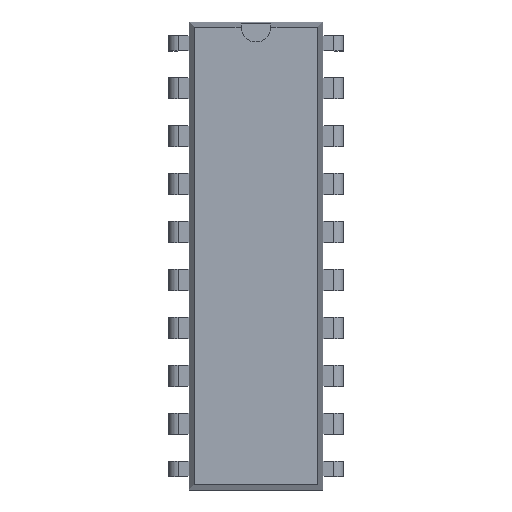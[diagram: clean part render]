
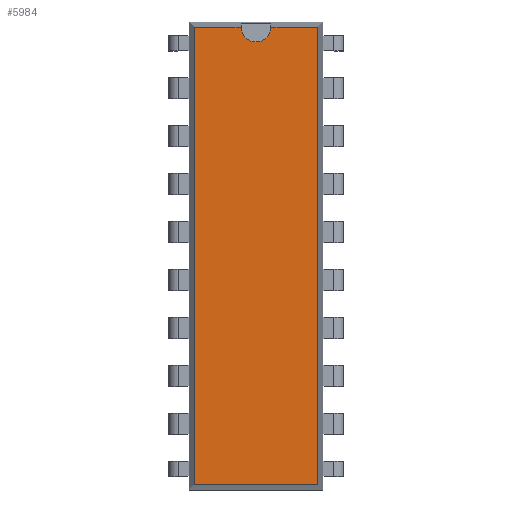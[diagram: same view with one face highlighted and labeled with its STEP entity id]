
A CAD part, top view. The second image highlights one B-rep face of the part: STEP entity #5984.
In plain terms, the highlighted planar face has unit normal (0, 0, 1).
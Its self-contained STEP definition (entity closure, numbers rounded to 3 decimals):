
#120=CIRCLE('',#6409,0.789);
#443=FACE_OUTER_BOUND('',#769,.T.);
#769=EDGE_LOOP('',(#5131,#5132,#5133,#5134,#5135,#5136));
#1452=LINE('',#9471,#2212);
#1455=LINE('',#9476,#2215);
#1457=LINE('',#9480,#2217);
#1460=LINE('',#9487,#2220);
#1461=LINE('',#9489,#2221);
#2212=VECTOR('',#7761,1000.);
#2215=VECTOR('',#7766,1000.);
#2217=VECTOR('',#7770,1000.);
#2220=VECTOR('',#7775,1000.);
#2221=VECTOR('',#7776,1000.);
#2807=VERTEX_POINT('',#9468);
#2808=VERTEX_POINT('',#9470);
#2809=VERTEX_POINT('',#9474);
#2810=VERTEX_POINT('',#9478);
#2813=VERTEX_POINT('',#9485);
#2814=VERTEX_POINT('',#9488);
#3594=EDGE_CURVE('',#2808,#2807,#1452,.T.);
#3597=EDGE_CURVE('',#2807,#2809,#1455,.T.);
#3599=EDGE_CURVE('',#2809,#2810,#1457,.T.);
#3602=EDGE_CURVE('',#2810,#2813,#1460,.T.);
#3603=EDGE_CURVE('',#2814,#2808,#1461,.T.);
#3605=EDGE_CURVE('',#2814,#2813,#120,.T.);
#5131=ORIENTED_EDGE('',*,*,#3605,.F.);
#5132=ORIENTED_EDGE('',*,*,#3603,.T.);
#5133=ORIENTED_EDGE('',*,*,#3594,.T.);
#5134=ORIENTED_EDGE('',*,*,#3597,.T.);
#5135=ORIENTED_EDGE('',*,*,#3599,.T.);
#5136=ORIENTED_EDGE('',*,*,#3602,.T.);
#5667=PLANE('',#6408);
#5984=ADVANCED_FACE('',(#443),#5667,.T.);
#6408=AXIS2_PLACEMENT_3D('',#9491,#7778,#7779);
#6409=AXIS2_PLACEMENT_3D('',#9492,#7780,#7781);
#7761=DIRECTION('',(0.,-1.,0.));
#7766=DIRECTION('',(1.,0.,0.));
#7770=DIRECTION('',(0.,1.,0.));
#7775=DIRECTION('',(-1.,0.,0.));
#7776=DIRECTION('',(-1.,0.,0.));
#7778=DIRECTION('center_axis',(0.,0.,
1.));
#7779=DIRECTION('ref_axis',(-1.,0.,0.));
#7780=DIRECTION('center_axis',(0.,0.,
1.));
#7781=DIRECTION('ref_axis',(-1.,0.,0.));
#9468=CARTESIAN_POINT('',(-3.275,-12.083,5.202));
#9470=CARTESIAN_POINT('',(-3.275,12.17,5.202));
#9471=CARTESIAN_POINT('',(-3.275,12.443,5.202));
#9474=CARTESIAN_POINT('',(3.279,-12.083,5.202));
#9476=CARTESIAN_POINT('',(-3.548,-12.083,5.202));
#9478=CARTESIAN_POINT('',(3.279,12.17,5.202));
#9480=CARTESIAN_POINT('',(3.279,-12.357,5.202));
#9485=CARTESIAN_POINT('',(0.791,12.17,5.202));
#9487=CARTESIAN_POINT('',(3.552,12.17,5.202));
#9488=CARTESIAN_POINT('',(-0.787,12.17,5.202));
#9489=CARTESIAN_POINT('',(3.552,12.17,5.202));
#9491=CARTESIAN_POINT('Origin',(0.002,0.043,
5.202));
#9492=CARTESIAN_POINT('Origin',(0.002,12.17,5.202));
